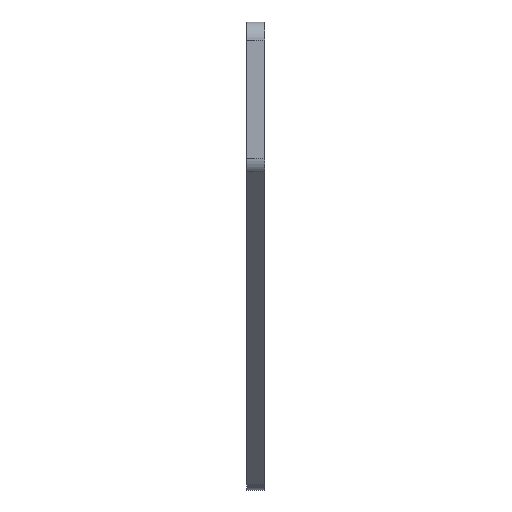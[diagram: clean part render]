
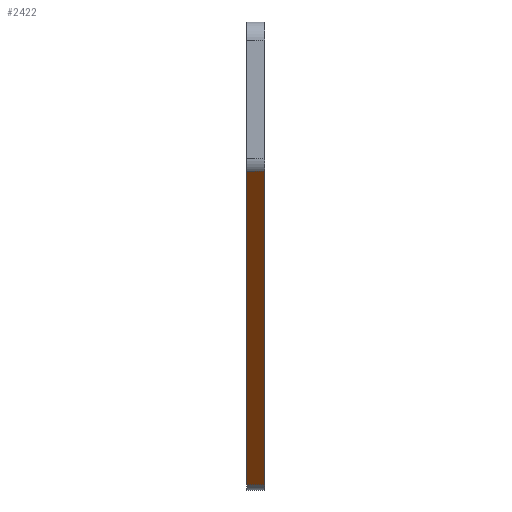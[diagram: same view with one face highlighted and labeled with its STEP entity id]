
A CAD part, left-side view. The second image highlights one B-rep face of the part: STEP entity #2422.
In plain terms, the highlighted planar face has unit normal (-0.707, 0, -0.707).
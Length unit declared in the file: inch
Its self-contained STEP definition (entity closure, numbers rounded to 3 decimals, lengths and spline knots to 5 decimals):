
#56 = LINE ( 'NONE', #3920, #2405 ) ;
#386 = ORIENTED_EDGE ( 'NONE', *, *, #1311, .F. ) ;
#422 = DIRECTION ( 'NONE',  ( 0.707, 0., 0.707 ) ) ;
#506 = AXIS2_PLACEMENT_3D ( 'NONE', #3685, #422, #1343 ) ;
#515 = CARTESIAN_POINT ( 'NONE',  ( 2.21339, 0.125, -3.21339 ) ) ;
#585 = LINE ( 'NONE', #607, #1253 ) ;
#607 = CARTESIAN_POINT ( 'NONE',  ( 2.25, 0.125, -3.25 ) ) ;
#620 = VERTEX_POINT ( 'NONE', #1689 ) ;
#1056 = DIRECTION ( 'NONE',  ( 0., 1., 0. ) ) ;
#1093 = LINE ( 'NONE', #1112, #1297 ) ;
#1112 = CARTESIAN_POINT ( 'NONE',  ( 2.21339, 0.125, -3.21339 ) ) ;
#1120 = ORIENTED_EDGE ( 'NONE', *, *, #3294, .T. ) ;
#1148 = VECTOR ( 'NONE', #1056, 39.37008 ) ;
#1253 = VECTOR ( 'NONE', #3332, 39.37008 ) ;
#1268 = FACE_OUTER_BOUND ( 'NONE', #3662, .T. ) ;
#1287 = PLANE ( 'NONE',  #506 ) ;
#1297 = VECTOR ( 'NONE', #2080, 39.37008 ) ;
#1311 = EDGE_CURVE ( 'NONE', #3128, #620, #585, .T. ) ;
#1343 = DIRECTION ( 'NONE',  ( 0.707, 0., -0.707 ) ) ;
#1419 = ORIENTED_EDGE ( 'NONE', *, *, #3064, .T. ) ;
#1634 = LINE ( 'NONE', #3469, #1148 ) ;
#1689 = CARTESIAN_POINT ( 'NONE',  ( 0.03661, 0.125, -1.03661 ) ) ;
#1827 = DIRECTION ( 'NONE',  ( -0.707, 0., 0.707 ) ) ;
#2080 = DIRECTION ( 'NONE',  ( 0., -1., 0. ) ) ;
#2206 = VERTEX_POINT ( 'NONE', #3247 ) ;
#2344 = CARTESIAN_POINT ( 'NONE',  ( 0.03661, 0., -1.03661 ) ) ;
#2405 = VECTOR ( 'NONE', #1827, 39.37008 ) ;
#2422 = ADVANCED_FACE ( 'NONE', ( #1268 ), #1287, .F. ) ;
#3064 = EDGE_CURVE ( 'NONE', #3128, #2206, #1093, .T. ) ;
#3128 = VERTEX_POINT ( 'NONE', #515 ) ;
#3247 = CARTESIAN_POINT ( 'NONE',  ( 2.21339, 0., -3.21339 ) ) ;
#3294 = EDGE_CURVE ( 'NONE', #2206, #3539, #56, .T. ) ;
#3332 = DIRECTION ( 'NONE',  ( -0.707, 0., 0.707 ) ) ;
#3469 = CARTESIAN_POINT ( 'NONE',  ( 0.03661, 0.125, -1.03661 ) ) ;
#3539 = VERTEX_POINT ( 'NONE', #2344 ) ;
#3643 = ORIENTED_EDGE ( 'NONE', *, *, #3769, .T. ) ;
#3662 = EDGE_LOOP ( 'NONE', ( #386, #1419, #1120, #3643 ) ) ;
#3685 = CARTESIAN_POINT ( 'NONE',  ( 2.25, 0.125, -3.25 ) ) ;
#3769 = EDGE_CURVE ( 'NONE', #3539, #620, #1634, .T. ) ;
#3920 = CARTESIAN_POINT ( 'NONE',  ( 2.25, 0., -3.25 ) ) ;
